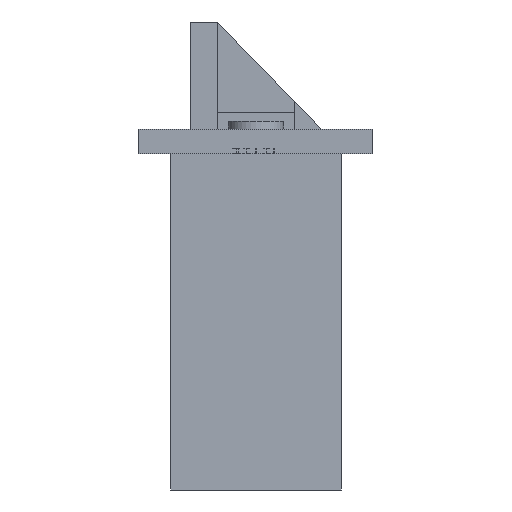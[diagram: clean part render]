
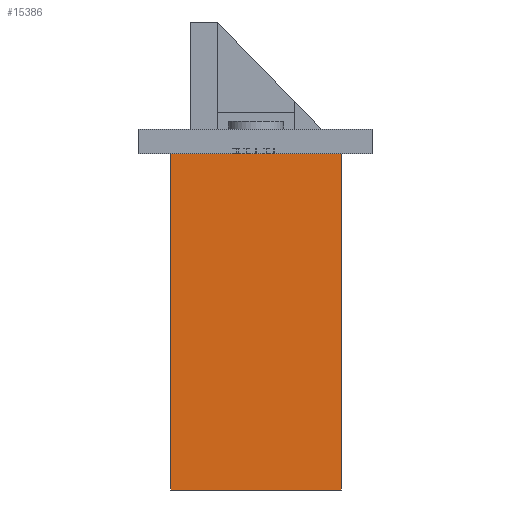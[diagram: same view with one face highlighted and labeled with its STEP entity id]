
A CAD part, front view. The second image highlights one B-rep face of the part: STEP entity #15386.
In plain terms, the highlighted planar face has unit normal (0, -1, 0).
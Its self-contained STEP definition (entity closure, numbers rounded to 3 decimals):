
#782 = EDGE_LOOP ( 'NONE', ( #8468, #7254, #13079, #7870 ) ) ;
#1592 = VECTOR ( 'NONE', #20123, 1000. ) ;
#1615 = VERTEX_POINT ( 'NONE', #15955 ) ;
#1812 = AXIS2_PLACEMENT_3D ( 'NONE', #9349, #11122, #18239 ) ;
#2001 = VERTEX_POINT ( 'NONE', #7871 ) ;
#2619 = DIRECTION ( 'NONE',  ( -1., 0., 0. ) ) ;
#2735 = VECTOR ( 'NONE', #15087, 1000. ) ;
#2759 = EDGE_CURVE ( 'NONE', #16957, #1615, #16410, .T. ) ;
#3804 = LINE ( 'NONE', #8011, #2735 ) ;
#5709 = CARTESIAN_POINT ( 'NONE',  ( 8.75, 27.9, -34.5 ) ) ;
#6112 = CARTESIAN_POINT ( 'NONE',  ( -8.75, 27.9, 0. ) ) ;
#7254 = ORIENTED_EDGE ( 'NONE', *, *, #14739, .F. ) ;
#7870 = ORIENTED_EDGE ( 'NONE', *, *, #15450, .T. ) ;
#7871 = CARTESIAN_POINT ( 'NONE',  ( -8.75, 27.9, -34.5 ) ) ;
#8011 = CARTESIAN_POINT ( 'NONE',  ( -8.75, 27.9, -34.5 ) ) ;
#8468 = ORIENTED_EDGE ( 'NONE', *, *, #2759, .T. ) ;
#9349 = CARTESIAN_POINT ( 'NONE',  ( -8.75, 27.9, -34.5 ) ) ;
#11122 = DIRECTION ( 'NONE',  ( 0., 1., 0. ) ) ;
#11999 = CARTESIAN_POINT ( 'NONE',  ( 8.75, 27.9, 0. ) ) ;
#12218 = VECTOR ( 'NONE', #2619, 1000. ) ;
#12408 = LINE ( 'NONE', #16606, #1592 ) ;
#13079 = ORIENTED_EDGE ( 'NONE', *, *, #20896, .F. ) ;
#14739 = EDGE_CURVE ( 'NONE', #2001, #1615, #3804, .T. ) ;
#14831 = VERTEX_POINT ( 'NONE', #5709 ) ;
#15087 = DIRECTION ( 'NONE',  ( 0., 0., 1. ) ) ;
#15386 = ADVANCED_FACE ( 'NONE', ( #17772 ), #16718, .F. ) ;
#15415 = VECTOR ( 'NONE', #16476, 1000. ) ;
#15450 = EDGE_CURVE ( 'NONE', #14831, #16957, #12408, .T. ) ;
#15955 = CARTESIAN_POINT ( 'NONE',  ( -8.75, 27.9, 0. ) ) ;
#16410 = LINE ( 'NONE', #6112, #12218 ) ;
#16476 = DIRECTION ( 'NONE',  ( -1., 0., 0. ) ) ;
#16606 = CARTESIAN_POINT ( 'NONE',  ( 8.75, 27.9, -34.5 ) ) ;
#16718 = PLANE ( 'NONE',  #1812 ) ;
#16957 = VERTEX_POINT ( 'NONE', #11999 ) ;
#17772 = FACE_OUTER_BOUND ( 'NONE', #782, .T. ) ;
#18239 = DIRECTION ( 'NONE',  ( -1., 0., 0. ) ) ;
#20123 = DIRECTION ( 'NONE',  ( 0., 0., 1. ) ) ;
#20178 = LINE ( 'NONE', #21768, #15415 ) ;
#20896 = EDGE_CURVE ( 'NONE', #14831, #2001, #20178, .T. ) ;
#21768 = CARTESIAN_POINT ( 'NONE',  ( -8.75, 27.9, -34.5 ) ) ;
